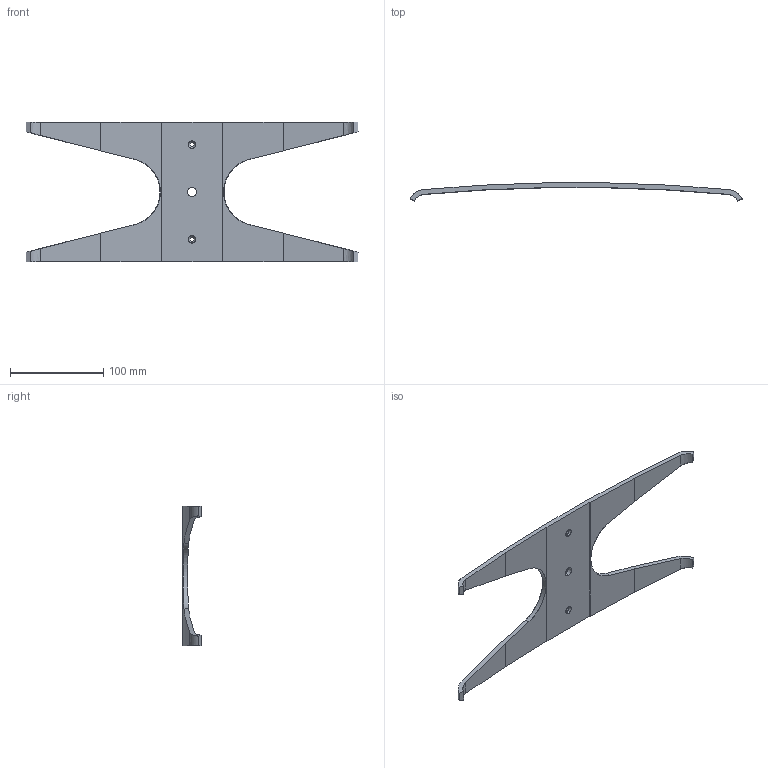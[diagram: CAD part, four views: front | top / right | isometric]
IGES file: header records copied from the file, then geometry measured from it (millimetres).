
Start section: SolidWorks IGES file using analytic representation for surfaces
Global section: file name: D1201203 aLIGO AOS PCal Periscope Flexure.IGS; native system: SolidWorks 2012; preprocessor: SolidWorks 2012; author: pcal; date: 120920.181027; units: millimetre
Bounding box: 356.65 x 19.39 x 149.86 mm (x, y, z)
Surface area: 62202.7 mm2 (no closed solid volume)
Topology: 0 solids, 0 shells, 56 faces, 796 edges, 796 vertices
Faces by surface type: revolution 32, bspline 24
